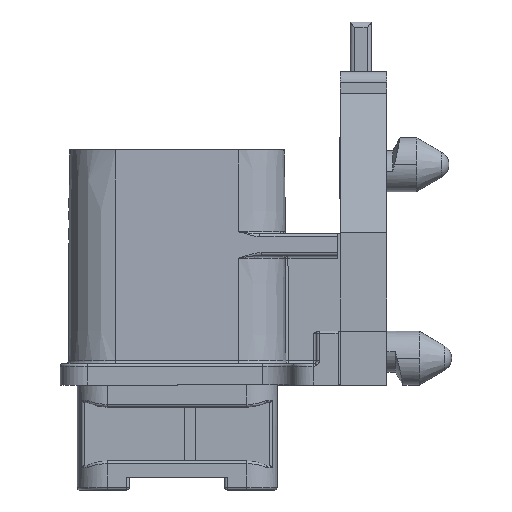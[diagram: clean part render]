
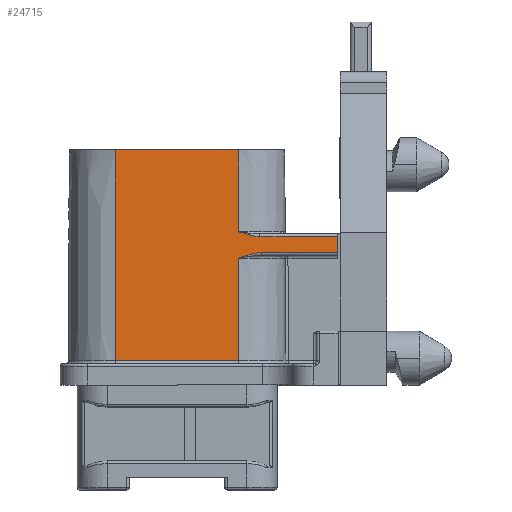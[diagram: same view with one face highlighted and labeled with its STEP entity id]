
A CAD part, front view. The second image highlights one B-rep face of the part: STEP entity #24715.
In plain terms, the highlighted planar face has unit normal (0, -1, 0.004).
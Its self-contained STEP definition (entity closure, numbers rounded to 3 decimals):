
#18=DIRECTION('',(1.,0.,0.));
#19=VECTOR('',#18,11.4);
#20=CARTESIAN_POINT('',(-5.7,-8.914,17.67));
#21=LINE('',#20,#19);
#1781=DIRECTION('',(0.,-0.004,-1.));
#1782=VECTOR('',#1781,19.521);
#1783=CARTESIAN_POINT('',(-5.7,-8.914,17.67));
#1784=LINE('',#1783,#1782);
#1795=DIRECTION('',(1.,0.,0.));
#1796=VECTOR('',#1795,7.193);
#1797=CARTESIAN_POINT('',(7.657,-8.949,9.651));
#1798=LINE('',#1797,#1796);
#1799=DIRECTION('',(0.,0.004,1.));
#1800=VECTOR('',#1799,1.501);
#1801=CARTESIAN_POINT('',(14.85,-8.955,8.15));
#1802=LINE('',#1801,#1800);
#1803=DIRECTION('',(1.,0.,0.));
#1804=VECTOR('',#1803,7.07);
#1805=CARTESIAN_POINT('',(7.78,-8.955,8.151));
#1806=LINE('',#1805,#1804);
#1807=CARTESIAN_POINT('',(7.78,-8.955,8.151));
#1808=CARTESIAN_POINT('',(7.729,-8.955,8.151));
#1809=CARTESIAN_POINT('',(7.621,-8.955,8.148));
#1810=CARTESIAN_POINT('',(7.438,-8.955,8.131));
#1811=CARTESIAN_POINT('',(7.232,-8.955,8.101));
#1812=CARTESIAN_POINT('',(6.999,-8.956,8.054));
#1813=CARTESIAN_POINT('',(6.738,-8.956,7.989));
#1814=CARTESIAN_POINT('',(6.545,-8.956,7.932));
#1815=CARTESIAN_POINT('',(6.443,-8.956,7.9));
#1817=DIRECTION('',(1.,0.,0.));
#1818=VECTOR('',#1817,11.4);
#1819=CARTESIAN_POINT('',(-5.7,-8.999,
-1.851));
#1820=LINE('',#1819,#1818);
#1821=DIRECTION('',(0.,-0.004,-1.));
#1822=VECTOR('',#1821,7.571);
#1823=CARTESIAN_POINT('',(5.7,-8.914,17.67));
#1824=LINE('',#1823,#1822);
#1825=CARTESIAN_POINT('',(5.7,-8.947,10.099));
#1826=CARTESIAN_POINT('',(5.817,-8.947,10.06));
#1827=CARTESIAN_POINT('',(6.041,-8.947,9.986));
#1828=CARTESIAN_POINT('',(6.351,-8.948,9.888));
#1829=CARTESIAN_POINT('',(6.634,-8.948,9.807));
#1830=CARTESIAN_POINT('',(6.888,-8.948,9.745));
#1831=CARTESIAN_POINT('',(7.116,-8.949,9.7));
#1832=CARTESIAN_POINT('',(7.32,-8.949,9.67));
#1833=CARTESIAN_POINT('',(7.5,-8.949,9.654));
#1834=CARTESIAN_POINT('',(7.607,-8.949,9.651));
#1835=CARTESIAN_POINT('',(7.657,-8.949,9.651));
#1966=DIRECTION('',(0.,0.004,1.));
#1967=VECTOR('',#1966,9.5);
#1968=CARTESIAN_POINT('',(5.7,-8.999,
-1.851));
#1969=LINE('',#1968,#1967);
#1975=CARTESIAN_POINT('',(5.7,-8.957,7.649));
#1982=CARTESIAN_POINT('',(6.443,-8.956,7.9));
#1983=CARTESIAN_POINT('',(6.412,-8.956,7.89));
#1984=CARTESIAN_POINT('',(6.35,-8.956,7.871));
#1985=CARTESIAN_POINT('',(6.257,-8.957,7.841));
#1986=CARTESIAN_POINT('',(6.164,-8.957,7.81));
#1987=CARTESIAN_POINT('',(6.072,-8.957,7.778));
#1988=CARTESIAN_POINT('',(5.98,-8.957,7.747));
#1989=CARTESIAN_POINT('',(5.888,-8.957,7.715));
#1990=CARTESIAN_POINT('',(5.795,-8.957,7.682));
#1991=CARTESIAN_POINT('',(5.732,-8.957,7.66));
#1992=CARTESIAN_POINT('',(5.7,-8.957,7.649));
#2013=CARTESIAN_POINT('',(14.85,-8.955,8.149));
#12593=CARTESIAN_POINT('',(5.7,-8.947,10.099));
#21890=CARTESIAN_POINT('',(7.78,-8.955,
8.151));
#21892=VERTEX_POINT('',#21890);
#21893=VERTEX_POINT('',#1975);
#22071=CARTESIAN_POINT('',(-5.7,-8.914,17.67));
#22072=CARTESIAN_POINT('',(5.7,-8.914,17.67));
#22073=VERTEX_POINT('',#22071);
#22074=VERTEX_POINT('',#22072);
#22184=CARTESIAN_POINT('',(5.7,-8.999,-1.851));
#22186=VERTEX_POINT('',#22184);
#22190=CARTESIAN_POINT('',(-5.7,-8.999,
-1.851));
#22191=VERTEX_POINT('',#22190);
#22233=VERTEX_POINT('',#1815);
#22234=VERTEX_POINT('',#12593);
#22236=VERTEX_POINT('',#1835);
#22335=VERTEX_POINT('',#2013);
#22336=CARTESIAN_POINT('',(14.85,-8.949,9.651));
#22337=VERTEX_POINT('',#22336);
#24689=CARTESIAN_POINT('',(-5.7,-9.,-2.1));
#24690=DIRECTION('',(0.,-1.,0.004));
#24691=DIRECTION('',(1.,0.,0.));
#24692=AXIS2_PLACEMENT_3D('',#24689,#24690,#24691);
#24693=PLANE('',#24692);
#24695=ORIENTED_EDGE('',*,*,#24694,.T.);
#24697=ORIENTED_EDGE('',*,*,#24696,.F.);
#24699=ORIENTED_EDGE('',*,*,#24698,.F.);
#24701=ORIENTED_EDGE('',*,*,#24700,.T.);
#24703=ORIENTED_EDGE('',*,*,#24702,.T.);
#24705=ORIENTED_EDGE('',*,*,#24704,.F.);
#24706=ORIENTED_EDGE('',*,*,#24682,.F.);
#24707=ORIENTED_EDGE('',*,*,#24657,.F.);
#24708=ORIENTED_EDGE('',*,*,#22891,.T.);
#24710=ORIENTED_EDGE('',*,*,#24709,.T.);
#24712=ORIENTED_EDGE('',*,*,#24711,.T.);
#24713=EDGE_LOOP('',(#24695,#24697,#24699,#24701,#24703,#24705,#24706,#24707,
#24708,#24710,#24712));
#24714=FACE_OUTER_BOUND('',#24713,.F.);
#24715=ADVANCED_FACE('',(#24714),#24693,.T.);
#1816=B_SPLINE_CURVE_WITH_KNOTS('',3,(#1807,#1808,#1809,#1810,#1811,#1812,#1813,
#1814,#1815),.UNSPECIFIED.,.F.,.F.,(4,1,1,1,1,1,4),(0.,0.167,
0.333,0.5,0.667,0.833,1.),
.UNSPECIFIED.);
#1836=B_SPLINE_CURVE_WITH_KNOTS('',3,(#1825,#1826,#1827,#1828,#1829,#1830,#1831,
#1832,#1833,#1834,#1835),.UNSPECIFIED.,.F.,.F.,(4,1,1,1,1,1,1,1,4),(0.,
0.125,0.25,0.375,0.5,0.625,0.75,0.875,1.),.UNSPECIFIED.);
#1993=B_SPLINE_CURVE_WITH_KNOTS('',3,(#1982,#1983,#1984,#1985,#1986,#1987,#1988,
#1989,#1990,#1991,#1992),.UNSPECIFIED.,.F.,.F.,(4,1,1,1,1,1,1,1,4),(0.,
0.125,0.25,0.375,0.5,0.625,0.75,0.875,1.),.UNSPECIFIED.);
#22891=EDGE_CURVE('',#22073,#22074,#21,.T.);
#24657=EDGE_CURVE('',#22073,#22191,#1784,.T.);
#24682=EDGE_CURVE('',#22191,#22186,#1820,.T.);
#24694=EDGE_CURVE('',#22236,#22337,#1798,.T.);
#24696=EDGE_CURVE('',#22335,#22337,#1802,.T.);
#24698=EDGE_CURVE('',#21892,#22335,#1806,.T.);
#24700=EDGE_CURVE('',#21892,#22233,#1816,.T.);
#24702=EDGE_CURVE('',#22233,#21893,#1993,.T.);
#24704=EDGE_CURVE('',#22186,#21893,#1969,.T.);
#24709=EDGE_CURVE('',#22074,#22234,#1824,.T.);
#24711=EDGE_CURVE('',#22234,#22236,#1836,.T.);
